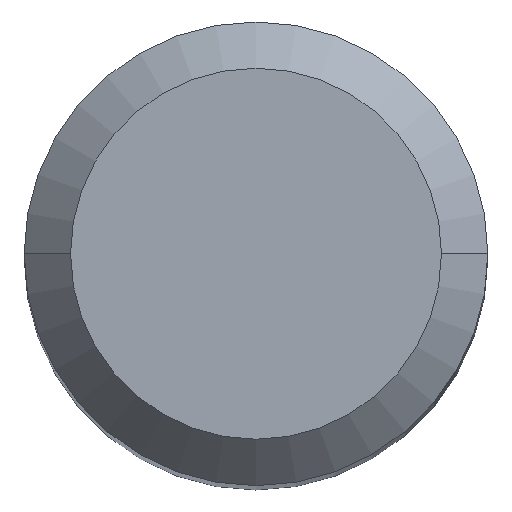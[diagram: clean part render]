
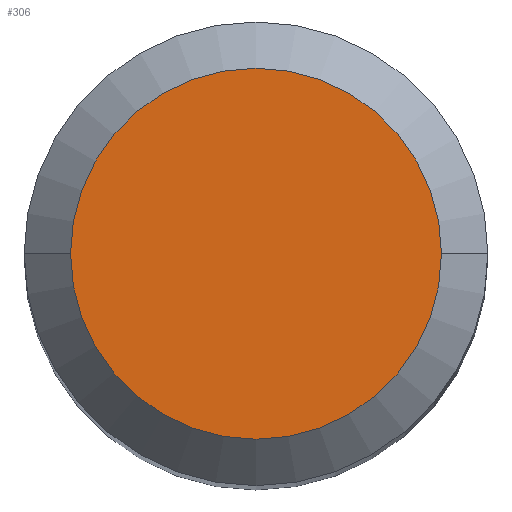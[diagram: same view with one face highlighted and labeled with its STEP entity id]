
A CAD part, top view. The second image highlights one B-rep face of the part: STEP entity #306.
In plain terms, the highlighted planar face has unit normal (0, 0, 1).
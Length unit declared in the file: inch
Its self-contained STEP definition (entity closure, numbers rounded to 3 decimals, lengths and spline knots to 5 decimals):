
#8 = CARTESIAN_POINT ( 'NONE',  ( 0., 0., 0. ) ) ;
#24 = EDGE_LOOP ( 'NONE', ( #211, #397 ) ) ;
#39 = DIRECTION ( 'NONE',  ( 0., 0., 1. ) ) ;
#43 = DIRECTION ( 'NONE',  ( -1., 0., 0. ) ) ;
#44 = CIRCLE ( 'NONE', #157, 0.126 ) ;
#53 = CARTESIAN_POINT ( 'NONE',  ( 0., 0., 0. ) ) ;
#80 = CARTESIAN_POINT ( 'NONE',  ( -0.126, 0., 0. ) ) ;
#81 = CARTESIAN_POINT ( 'NONE',  ( 0., 0., 0. ) ) ;
#157 = AXIS2_PLACEMENT_3D ( 'NONE', #8, #347, #269 ) ;
#188 = PLANE ( 'NONE',  #423 ) ;
#193 = DIRECTION ( 'NONE',  ( 1., 0., 0. ) ) ;
#209 = DIRECTION ( 'NONE',  ( 0., 0., -1. ) ) ;
#211 = ORIENTED_EDGE ( 'NONE', *, *, #392, .T. ) ;
#266 = CIRCLE ( 'NONE', #391, 0.126 ) ;
#269 = DIRECTION ( 'NONE',  ( 1., 0., 0. ) ) ;
#281 = VERTEX_POINT ( 'NONE', #80 ) ;
#306 = ADVANCED_FACE ( 'NONE', ( #375 ), #188, .F. ) ;
#309 = CARTESIAN_POINT ( 'NONE',  ( 0.126, 0., 0. ) ) ;
#347 = DIRECTION ( 'NONE',  ( 0., 0., 1. ) ) ;
#375 = FACE_OUTER_BOUND ( 'NONE', #24, .T. ) ;
#391 = AXIS2_PLACEMENT_3D ( 'NONE', #81, #39, #193 ) ;
#392 = EDGE_CURVE ( 'NONE', #281, #402, #44, .T. ) ;
#397 = ORIENTED_EDGE ( 'NONE', *, *, #414, .T. ) ;
#402 = VERTEX_POINT ( 'NONE', #309 ) ;
#414 = EDGE_CURVE ( 'NONE', #402, #281, #266, .T. ) ;
#423 = AXIS2_PLACEMENT_3D ( 'NONE', #53, #209, #43 ) ;
